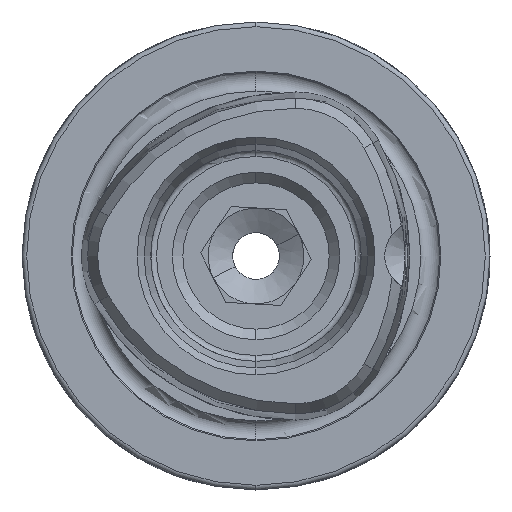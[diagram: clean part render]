
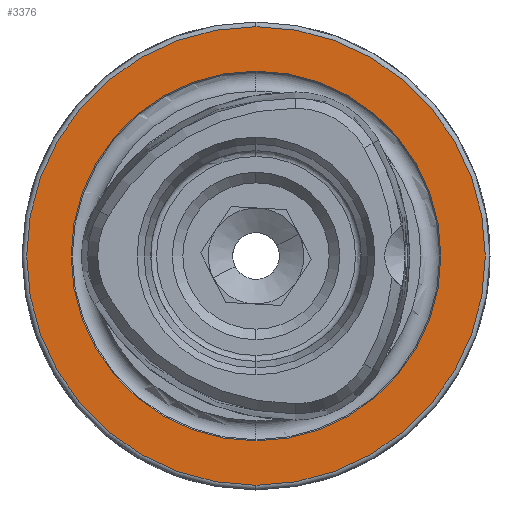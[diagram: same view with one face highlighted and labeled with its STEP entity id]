
A CAD part, left-side view. The second image highlights one B-rep face of the part: STEP entity #3376.
In plain terms, the highlighted planar face has unit normal (-1, 0, 0).
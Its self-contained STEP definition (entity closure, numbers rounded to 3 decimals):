
#102 = DIRECTION ( 'NONE',  ( 0., 0., 1. ) ) ;
#131 = CARTESIAN_POINT ( 'NONE',  ( 0., 0., 15.8 ) ) ;
#310 = EDGE_CURVE ( 'NONE', #2060, #6385, #7486, .T. ) ;
#357 = CARTESIAN_POINT ( 'NONE',  ( 0., 0., 19.6 ) ) ;
#739 = EDGE_CURVE ( 'NONE', #5311, #5215, #7609, .T. ) ;
#829 = EDGE_CURVE ( 'NONE', #6385, #2060, #5524, .T. ) ;
#1042 = DIRECTION ( 'NONE',  ( -1., 0., 0. ) ) ;
#1063 = ORIENTED_EDGE ( 'NONE', *, *, #829, .T. ) ;
#1080 = CARTESIAN_POINT ( 'NONE',  ( 0., 0., 0. ) ) ;
#1152 = AXIS2_PLACEMENT_3D ( 'NONE', #2254, #3986, #6922 ) ;
#1196 = ORIENTED_EDGE ( 'NONE', *, *, #4290, .F. ) ;
#1649 = DIRECTION ( 'NONE',  ( 0., 0., 1. ) ) ;
#1679 = PLANE ( 'NONE',  #1152 ) ;
#1858 = CARTESIAN_POINT ( 'NONE',  ( 0., 0., 0. ) ) ;
#1939 = CARTESIAN_POINT ( 'NONE',  ( 0., 0., -19.6 ) ) ;
#1991 = DIRECTION ( 'NONE',  ( 0., 0., 1. ) ) ;
#2060 = VERTEX_POINT ( 'NONE', #1939 ) ;
#2208 = FACE_OUTER_BOUND ( 'NONE', #4873, .T. ) ;
#2254 = CARTESIAN_POINT ( 'NONE',  ( 0., 15.8, 0. ) ) ;
#3061 = DIRECTION ( 'NONE',  ( 0., 0., 1. ) ) ;
#3100 = DIRECTION ( 'NONE',  ( -1., 0., 0. ) ) ;
#3376 = ADVANCED_FACE ( 'NONE', ( #7504, #2208 ), #1679, .F. ) ;
#3559 = DIRECTION ( 'NONE',  ( -1., 0., 0. ) ) ;
#3772 = AXIS2_PLACEMENT_3D ( 'NONE', #1858, #3559, #102 ) ;
#3986 = DIRECTION ( 'NONE',  ( 1., 0., 0. ) ) ;
#4290 = EDGE_CURVE ( 'NONE', #5215, #5311, #6315, .T. ) ;
#4664 = ORIENTED_EDGE ( 'NONE', *, *, #310, .T. ) ;
#4873 = EDGE_LOOP ( 'NONE', ( #1063, #4664 ) ) ;
#4894 = AXIS2_PLACEMENT_3D ( 'NONE', #1080, #1042, #1649 ) ;
#4926 = DIRECTION ( 'NONE',  ( -1., 0., 0. ) ) ;
#5215 = VERTEX_POINT ( 'NONE', #131 ) ;
#5311 = VERTEX_POINT ( 'NONE', #7240 ) ;
#5378 = EDGE_LOOP ( 'NONE', ( #1196, #7498 ) ) ;
#5524 = CIRCLE ( 'NONE', #3772, 19.6 ) ;
#6307 = CARTESIAN_POINT ( 'NONE',  ( 0., 0., 0. ) ) ;
#6315 = CIRCLE ( 'NONE', #6791, 15.8 ) ;
#6385 = VERTEX_POINT ( 'NONE', #357 ) ;
#6791 = AXIS2_PLACEMENT_3D ( 'NONE', #7230, #3100, #3061 ) ;
#6922 = DIRECTION ( 'NONE',  ( 0., 0., -1. ) ) ;
#7230 = CARTESIAN_POINT ( 'NONE',  ( 0., 0., 0. ) ) ;
#7240 = CARTESIAN_POINT ( 'NONE',  ( 0., 0., -15.8 ) ) ;
#7486 = CIRCLE ( 'NONE', #7619, 19.6 ) ;
#7498 = ORIENTED_EDGE ( 'NONE', *, *, #739, .F. ) ;
#7504 = FACE_BOUND ( 'NONE', #5378, .T. ) ;
#7609 = CIRCLE ( 'NONE', #4894, 15.8 ) ;
#7619 = AXIS2_PLACEMENT_3D ( 'NONE', #6307, #4926, #1991 ) ;
